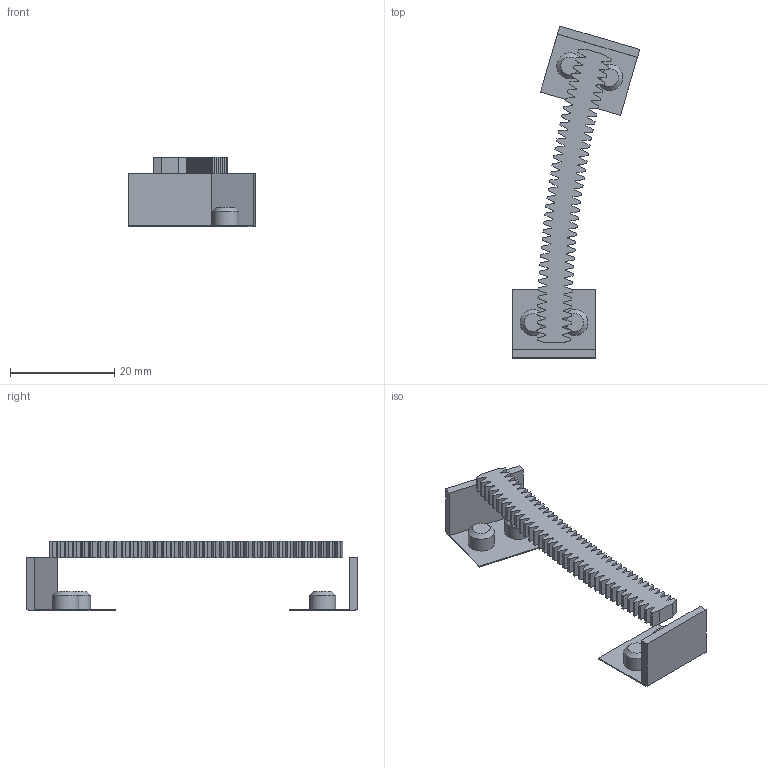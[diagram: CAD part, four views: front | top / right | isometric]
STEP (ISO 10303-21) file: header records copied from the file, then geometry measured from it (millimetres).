
FILE_DESCRIPTION(('Open CASCADE Model'),'2;1');
FILE_NAME('Open CASCADE Shape Model','2025-01-19T18:57:53',('Author'),( 'Open CASCADE'),'Open CASCADE STEP processor 7.7','Open CASCADE 7.7' ,'Unknown');
FILE_SCHEMA(('AUTOMOTIVE_DESIGN { 1 0 10303 214 1 1 1 1 }'));
Length unit declared in the file: millimetre
Products named in the file (5): Open CASCADE STEP translator 7.7 23; Open CASCADE STEP translator 7.7 23.1; Open CASCADE STEP translator 7.7 23.1.1; Open CASCADE STEP translator 7.7 23.1.2; Open CASCADE STEP translator 7.7 23.1.3
Assembly tree (4 placements, depth 3):
  Open CASCADE STEP translator 7.7 23
    Open CASCADE STEP translator 7.7 23.1
      Open CASCADE STEP translator 7.7 23.1.1
      Open CASCADE STEP translator 7.7 23.1.2
      Open CASCADE STEP translator 7.7 23.1.3
Bounding box: 24.46 x 63.73 x 13.4 mm (x, y, z)
Volume: 1800.3 mm3; surface area: 3290 mm2
Topology: 3 solids, 3 shells, 392 faces, 1142 edges, 760 vertices
Faces by surface type: plane 314, cylinder 74, cone 4
Full cylindrical faces by diameter (mm): 5 x4
Entity records: 28170 total; most frequent: CARTESIAN_POINT 5423, DIRECTION 4232, LINE 3126, VECTOR 3126, ORIENTED_EDGE 2284, PCURVE 2284, DEFINITIONAL_REPRESENTATION 2284, EDGE_CURVE 1142
